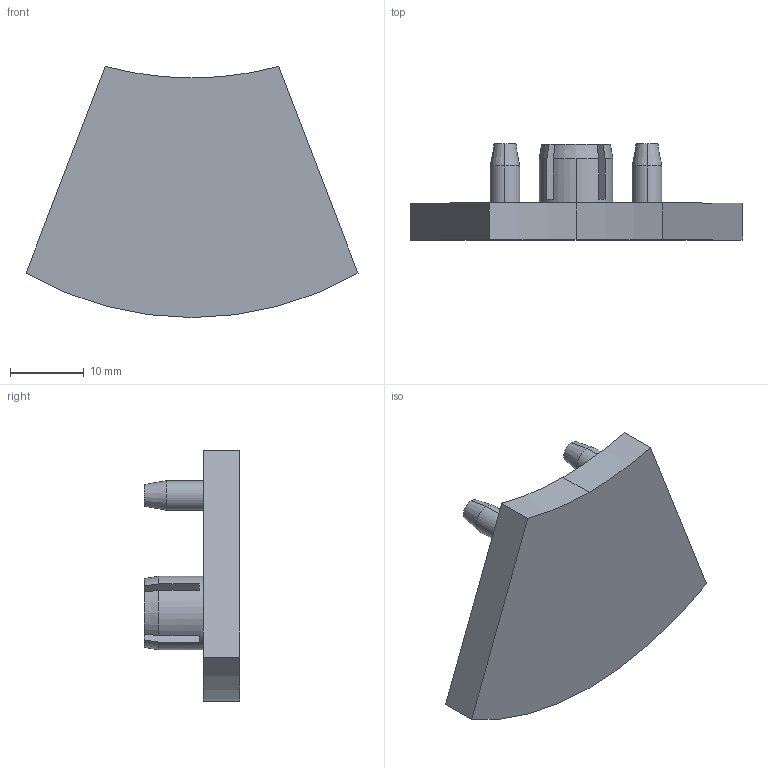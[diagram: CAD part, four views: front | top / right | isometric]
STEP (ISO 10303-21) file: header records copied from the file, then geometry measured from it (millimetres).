
FILE_DESCRIPTION (( 'STEP AP214' ), '1' );
FILE_NAME ('A797 Çàãëóøêà òîðöåâàÿ 30 õ 30R45.STEP', '2025-06-24T13:24:30', ( '' ), ( '' ), 'SwSTEP 2.0', 'SolidWorks 2025', '' );
FILE_SCHEMA (( 'AUTOMOTIVE_DESIGN' ));
Length unit declared in the file: millimetre
Products named in the file (1): A797 Заглушка торцевая 30 х 30R45
Bounding box: 45 x 13 x 34.04 mm (x, y, z)
Volume: 4476.1 mm3; surface area: 3999.2 mm2
Topology: 1 solids, 1 shells, 60 faces, 151 edges, 99 vertices
Faces by surface type: cylinder 27, plane 24, cone 9
Entity records: 1857 total; most frequent: DIRECTION 336, CARTESIAN_POINT 335, ORIENTED_EDGE 302, EDGE_CURVE 151, AXIS2_PLACEMENT_3D 132, VERTEX_POINT 99, LINE 72, VECTOR 72
